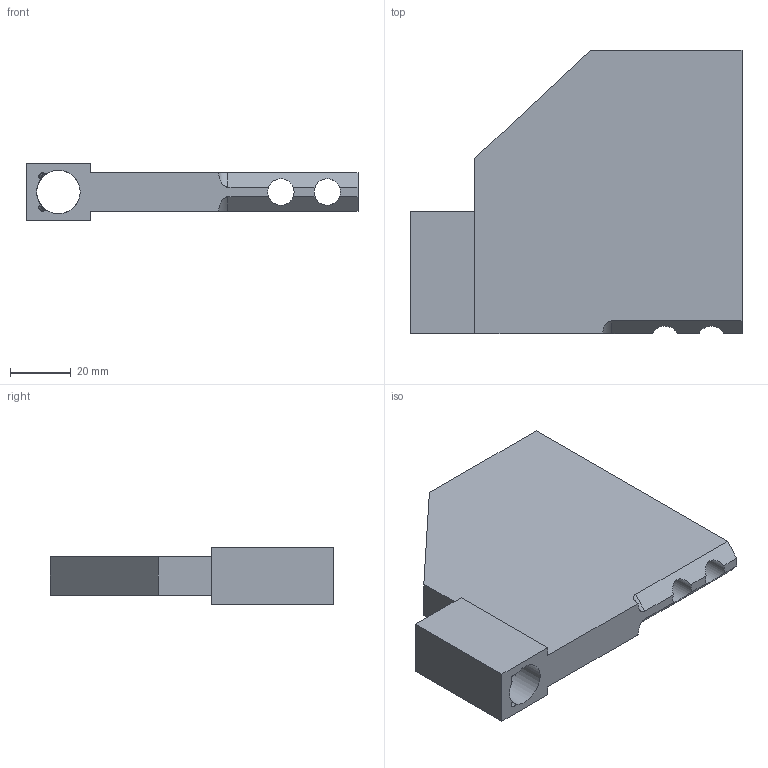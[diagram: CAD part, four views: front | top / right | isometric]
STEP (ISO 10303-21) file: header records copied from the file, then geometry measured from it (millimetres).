
FILE_DESCRIPTION(('FreeCAD Model'),'2;1');
FILE_NAME('Open CASCADE Shape Model','2025-10-20T09:31:29',(''),(''), 'Open CASCADE STEP processor 7.8','FreeCAD','Unknown');
FILE_SCHEMA(('AUTOMOTIVE_DESIGN { 1 0 10303 214 1 1 1 1 }'));
Length unit declared in the file: millimetre
Products named in the file (1): Body
Bounding box: 109.76 x 93.66 x 19.05 mm (x, y, z)
Volume: 93598 mm3; surface area: 29188.2 mm2
Topology: 1 solids, 1 shells, 28 faces, 85 edges, 56 vertices
Faces by surface type: plane 20, cylinder 6, extrusion 2
Full cylindrical faces by diameter (mm): 8.734 x2, 14.351 x1, 16.652 x1
Entity records: 1233 total; most frequent: CARTESIAN_POINT 396, DIRECTION 171, ORIENTED_EDGE 170, EDGE_CURVE 85, AXIS2_PLACEMENT_3D 57, VECTOR 57, VERTEX_POINT 56, LINE 55
